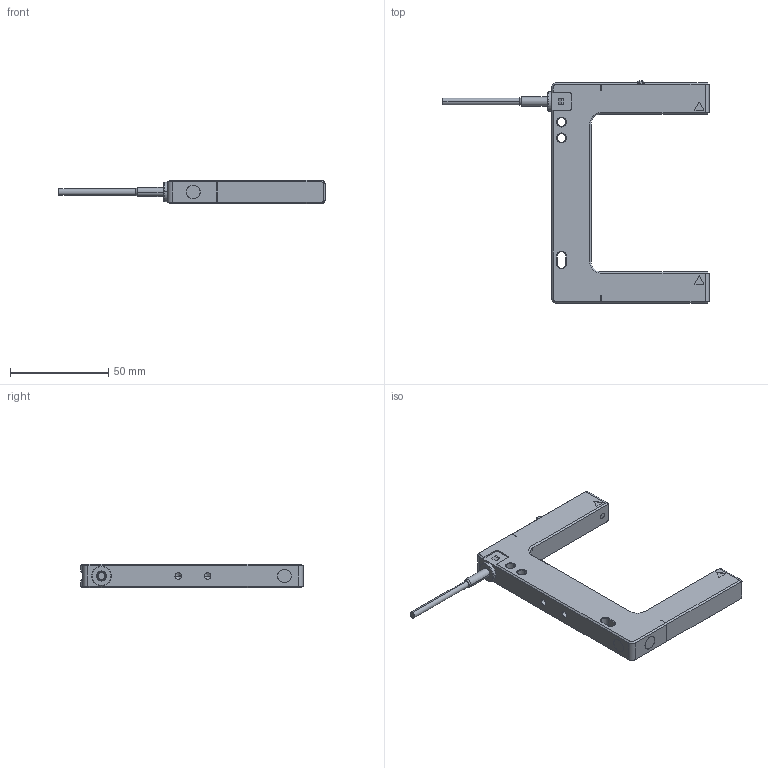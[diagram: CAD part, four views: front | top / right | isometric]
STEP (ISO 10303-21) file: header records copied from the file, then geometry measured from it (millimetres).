
FILE_DESCRIPTION((''),'2;1');
FILE_NAME('137654_SW','2007-12-26T',('banengservice'),('BANNER ENGINEERING'),'PRO/ENGINEER BY PARAMETRIC TECHNOLOGY CORPORATION, 2006170','PRO/ENGINEER BY PARAMETRIC TECHNOLOGY CORPORATION, 2006170','');
FILE_SCHEMA(('CONFIG_CONTROL_DESIGN'));
Length unit declared in the file: inch
Products named in the file (1): 137654_SW
Bounding box: 135.25 x 113 x 12 mm (x, y, z)
Volume: 36680.6 mm3; surface area: 28603.9 mm2
Topology: 2 solids, 3 shells, 1043 faces, 2756 edges, 1740 vertices
Faces by surface type: plane 569, cylinder 312, cone 130, torus 30, bspline 2
Entity records: 33534 total; most frequent: CARTESIAN_POINT 7319, ORIENTED_EDGE 5496, DIRECTION 5472, EDGE_CURVE 2748, AXIS2_PLACEMENT_3D 1837, VECTOR 1798, LINE 1798, VERTEX_POINT 1740
